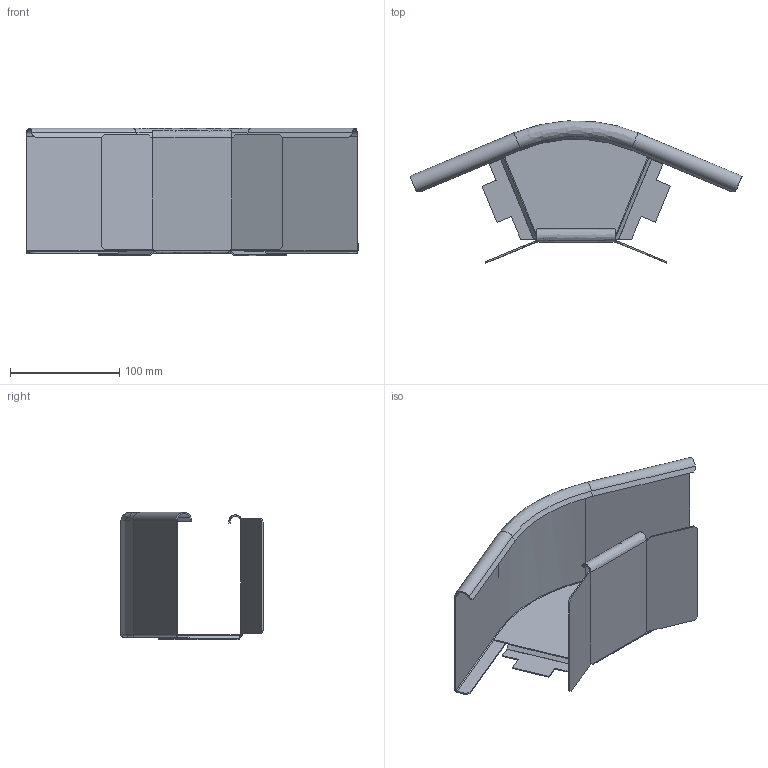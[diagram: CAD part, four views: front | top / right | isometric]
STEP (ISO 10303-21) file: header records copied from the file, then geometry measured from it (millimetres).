
FILE_DESCRIPTION(/* description */ (''),/* implementation_level */ '2;1');
FILE_NAME(/* name */ '7000634',/* time_stamp */ '2015-07-29T11:03:56+02:00',/* author */ (''),/* organization */ (''),/* preprocessor_version */ 'ST-DEVELOPER v15',/* originating_system */ '',/* authorisation */ '');
FILE_SCHEMA (('CONFIG_CONTROL_DESIGN'));
Length unit declared in the file: millimetre
Products named in the file (2): Document; Block 01
Assembly tree (1 placements, depth 2):
  Document
    Block 01
Bounding box: 303.98 x 130.08 x 116.75 mm (x, y, z)
Volume: 96857 mm3; surface area: 163534.9 mm2
Topology: 3 solids, 3 shells, 149 faces, 353 edges, 210 vertices
Faces by surface type: plane 103, bspline 46
Entity records: 4765 total; most frequent: CARTESIAN_POINT 2255, ORIENTED_EDGE 706, EDGE_CURVE 353, B_SPLINE_CURVE_WITH_KNOTS 289, VERTEX_POINT 210, ADVANCED_FACE 149, FACE_OUTER_BOUND 149, EDGE_LOOP 149
